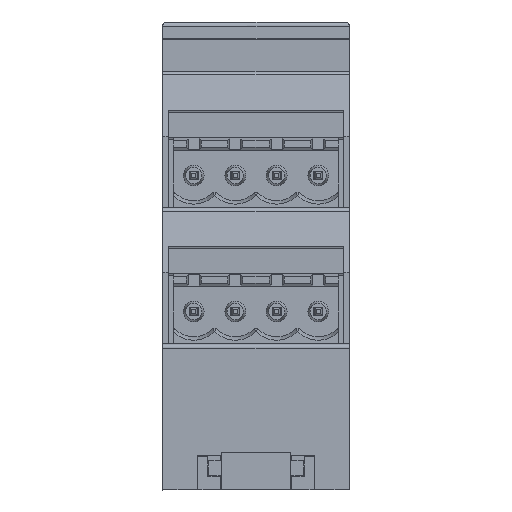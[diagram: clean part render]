
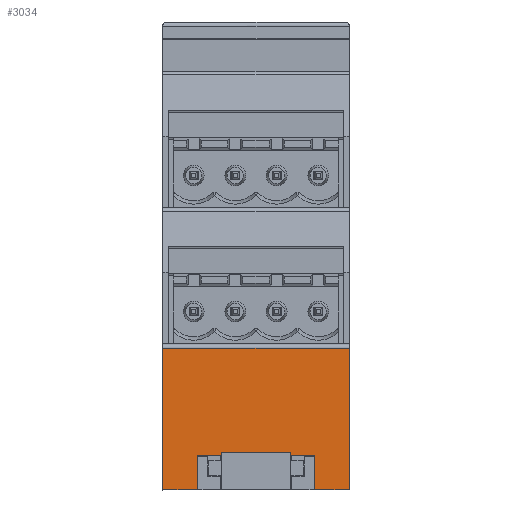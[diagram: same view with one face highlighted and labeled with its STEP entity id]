
A CAD part, front view. The second image highlights one B-rep face of the part: STEP entity #3034.
In plain terms, the highlighted planar face has unit normal (0, -1, 0).
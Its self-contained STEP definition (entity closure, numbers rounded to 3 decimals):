
#3034 = ADVANCED_FACE( '', ( #7047 ), #7048, .T. );
#7047 = FACE_OUTER_BOUND( '', #12032, .T. );
#7048 = PLANE( '', #12033 );
#12032 = EDGE_LOOP( '', ( #21705, #21706, #21707, #21708, #21709, #21710, #21711, #21712 ) );
#12033 = AXIS2_PLACEMENT_3D( '', #21713, #21714, #21715 );
#21705 = ORIENTED_EDGE( '', *, *, #30446, .F. );
#21706 = ORIENTED_EDGE( '', *, *, #32043, .T. );
#21707 = ORIENTED_EDGE( '', *, *, #33338, .T. );
#21708 = ORIENTED_EDGE( '', *, *, #32754, .F. );
#21709 = ORIENTED_EDGE( '', *, *, #33339, .F. );
#21710 = ORIENTED_EDGE( '', *, *, #32397, .T. );
#21711 = ORIENTED_EDGE( '', *, *, #33340, .F. );
#21712 = ORIENTED_EDGE( '', *, *, #31147, .F. );
#21713 = CARTESIAN_POINT( '', ( 428.963, -130.592, -148. ) );
#21714 = DIRECTION( '', ( 0., -1., 0. ) );
#21715 = DIRECTION( '', ( 1., 0., 0. ) );
#30446 = EDGE_CURVE( '', #37069, #37071, #37072, .T. );
#31147 = EDGE_CURVE( '', #37071, #38268, #38269, .T. );
#32043 = EDGE_CURVE( '', #37069, #39718, #39720, .T. );
#32397 = EDGE_CURVE( '', #40275, #40272, #40276, .T. );
#32754 = EDGE_CURVE( '', #40785, #40787, #40788, .T. );
#33338 = EDGE_CURVE( '', #39718, #40787, #41599, .T. );
#33339 = EDGE_CURVE( '', #40275, #40785, #41600, .T. );
#33340 = EDGE_CURVE( '', #38268, #40272, #41601, .T. );
#37069 = VERTEX_POINT( '', #46530 );
#37071 = VERTEX_POINT( '', #46532 );
#37072 = LINE( '', #46533, #46534 );
#38268 = VERTEX_POINT( '', #48373 );
#38269 = LINE( '', #48374, #48375 );
#39718 = VERTEX_POINT( '', #50578 );
#39720 = LINE( '', #50581, #50582 );
#40272 = VERTEX_POINT( '', #51406 );
#40275 = VERTEX_POINT( '', #51410 );
#40276 = LINE( '', #51411, #51412 );
#40785 = VERTEX_POINT( '', #52185 );
#40787 = VERTEX_POINT( '', #52188 );
#40788 = LINE( '', #52189, #52190 );
#41599 = LINE( '', #53446, #53447 );
#41600 = LINE( '', #53448, #53449 );
#41601 = LINE( '', #53450, #53451 );
#46530 = CARTESIAN_POINT( '', ( 411.788, -130.592, -130.9 ) );
#46532 = CARTESIAN_POINT( '', ( 434.288, -130.592, -130.9 ) );
#46533 = CARTESIAN_POINT( '', ( 428.963, -130.592, -130.9 ) );
#46534 = VECTOR( '', #57954, 1000. );
#48373 = CARTESIAN_POINT( '', ( 434.288, -130.592, -148. ) );
#48374 = CARTESIAN_POINT( '', ( 434.288, -130.592, -148. ) );
#48375 = VECTOR( '', #58607, 1000. );
#50578 = CARTESIAN_POINT( '', ( 411.788, -130.592, -148. ) );
#50581 = CARTESIAN_POINT( '', ( 411.788, -130.592, -148. ) );
#50582 = VECTOR( '', #59405, 1000. );
#51406 = CARTESIAN_POINT( '', ( 430.088, -130.592, -148. ) );
#51410 = CARTESIAN_POINT( '', ( 430.088, -130.592, -143.8 ) );
#51411 = CARTESIAN_POINT( '', ( 430.088, -130.592, -148. ) );
#51412 = VECTOR( '', #59733, 1000. );
#52185 = CARTESIAN_POINT( '', ( 415.988, -130.592, -143.8 ) );
#52188 = CARTESIAN_POINT( '', ( 415.988, -130.592, -148. ) );
#52189 = CARTESIAN_POINT( '', ( 415.988, -130.592, -148. ) );
#52190 = VECTOR( '', #60020, 1000. );
#53446 = CARTESIAN_POINT( '', ( 411.463, -130.592, -148. ) );
#53447 = VECTOR( '', #60513, 1000. );
#53448 = CARTESIAN_POINT( '', ( 413.463, -130.592, -143.8 ) );
#53449 = VECTOR( '', #60514, 1000. );
#53450 = CARTESIAN_POINT( '', ( 434.613, -130.592, -148. ) );
#53451 = VECTOR( '', #60515, 1000. );
#57954 = DIRECTION( '', ( 1., 0., 0. ) );
#58607 = DIRECTION( '', ( 0., 0., -1. ) );
#59405 = DIRECTION( '', ( 0., 0., -1. ) );
#59733 = DIRECTION( '', ( 0., 0., -1. ) );
#60020 = DIRECTION( '', ( 0., 0., -1. ) );
#60513 = DIRECTION( '', ( 1., 0., 0. ) );
#60514 = DIRECTION( '', ( -1., 0., 0. ) );
#60515 = DIRECTION( '', ( -1., 0., 0. ) );
